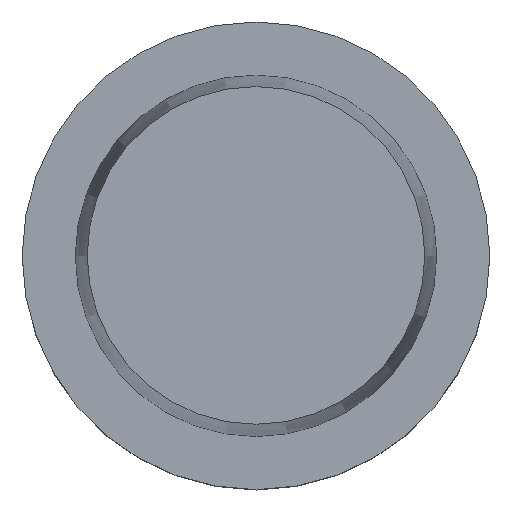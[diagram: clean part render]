
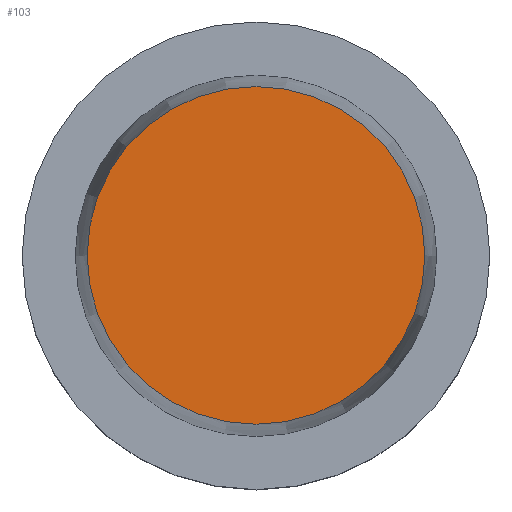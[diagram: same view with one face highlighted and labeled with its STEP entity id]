
A CAD part, top view. The second image highlights one B-rep face of the part: STEP entity #103.
In plain terms, the highlighted planar face has unit normal (0, 0, 1).
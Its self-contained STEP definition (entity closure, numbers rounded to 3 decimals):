
#103=ADVANCED_FACE('',(#123),#113,.T.);
#113=PLANE('',#442);
#123=FACE_OUTER_BOUND('',#157,.T.);
#157=EDGE_LOOP('',(#256));
#187=CIRCLE('',#441,22.722);
#256=ORIENTED_EDGE('',*,*,#337,.T.);
#295=VERTEX_POINT('',#652);
#337=EDGE_CURVE('',#295,#295,#187,.T.);
#441=AXIS2_PLACEMENT_3D('',#651,#554,#555);
#442=AXIS2_PLACEMENT_3D('',#653,#556,#557);
#554=DIRECTION('',(0.,0.,1.));
#555=DIRECTION('',(1.,0.,0.));
#556=DIRECTION('',(0.,0.,1.));
#557=DIRECTION('',(-1.,0.,0.));
#651=CARTESIAN_POINT('',(-0.171,-0.171,31.9));
#652=CARTESIAN_POINT('',(22.552,-0.171,31.9));
#653=CARTESIAN_POINT('',(-22.893,-0.171,31.9));
